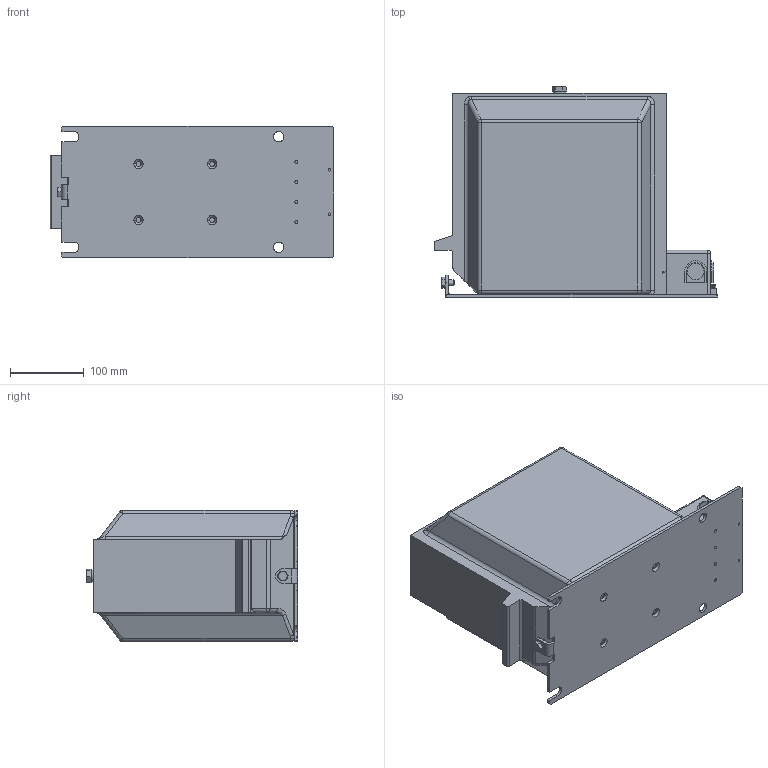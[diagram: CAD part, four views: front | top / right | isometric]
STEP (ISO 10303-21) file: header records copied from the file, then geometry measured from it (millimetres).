
FILE_DESCRIPTION (( 'STEP AP214' ), '1' );
FILE_NAME ('29560-021_DFM-24_Körvonal.STEP', '2025-06-28T12:23:48', ( '' ), ( '' ), 'SwSTEP 2.0', 'SolidWorks 2020', '' );
FILE_SCHEMA (( 'AUTOMOTIVE_DESIGN' ));
Length unit declared in the file: millimetre
Products named in the file (1): 29560-021_DFM-24_Körvonal
Bounding box: 385 x 286.4 x 178 mm (x, y, z)
Volume: 11901159 mm3; surface area: 582976.6 mm2
Topology: 1 solids, 6 shells, 494 faces, 1291 edges, 810 vertices
Faces by surface type: plane 293, cylinder 150, cone 26, sphere 15, bspline 9, torus 1
Entity records: 17017 total; most frequent: CARTESIAN_POINT 3189, ORIENTED_EDGE 2564, DIRECTION 2521, EDGE_CURVE 1282, VECTOR 909, LINE 909, VERTEX_POINT 810, AXIS2_PLACEMENT_3D 806
